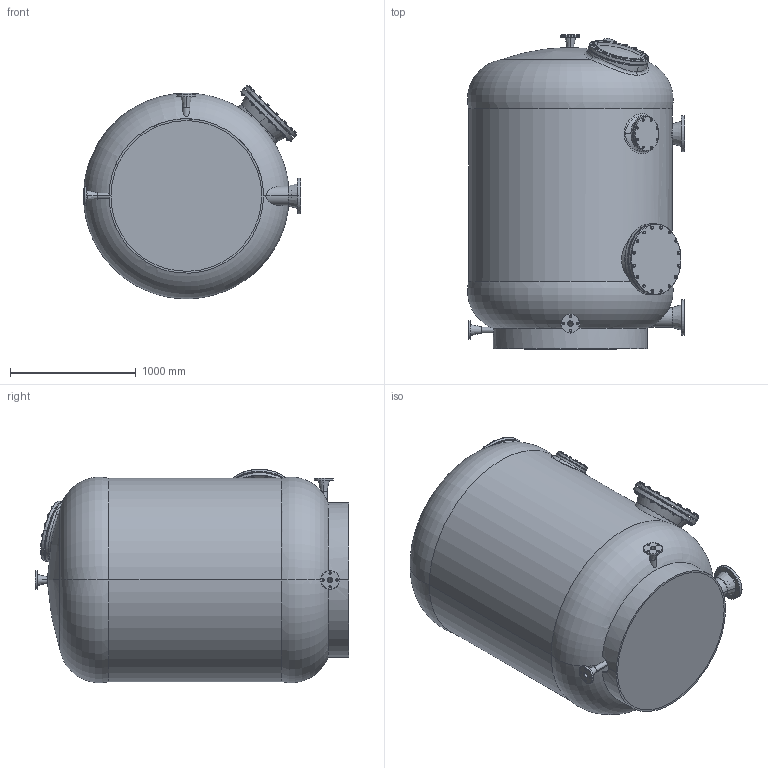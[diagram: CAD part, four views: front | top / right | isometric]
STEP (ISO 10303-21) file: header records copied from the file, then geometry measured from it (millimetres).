
FILE_DESCRIPTION (( 'STEP AP214' ), '1' );
FILE_NAME ('mediterran160c_.STEP', '2020-11-03T11:58:11', ( '' ), ( '' ), 'SwSTEP 2.0', 'SolidWorks 2019', '' );
FILE_SCHEMA (( 'AUTOMOTIVE_DESIGN' ));
Length unit declared in the file: millimetre
Products named in the file (1): mediterran160c_
Bounding box: 1729.06 x 2499.78 x 1700.19 mm (x, y, z)
Surface area: 19000244 mm2 (no closed solid volume)
Topology: 0 solids, 127 shells, 1120 faces, 2780 edges, 1730 vertices
Faces by surface type: plane 476, cone 335, cylinder 214, torus 81, sphere 8, bspline 6
Entity records: 74761 total; most frequent: CARTESIAN_POINT 41392, ORIENTED_EDGE 4777, DIRECTION 2781, EDGE_CURVE 2767, B_SPLINE_CURVE_WITH_KNOTS 2446, VERTEX_POINT 1723, AXIS2_PLACEMENT_3D 1347, EDGE_LOOP 1189
